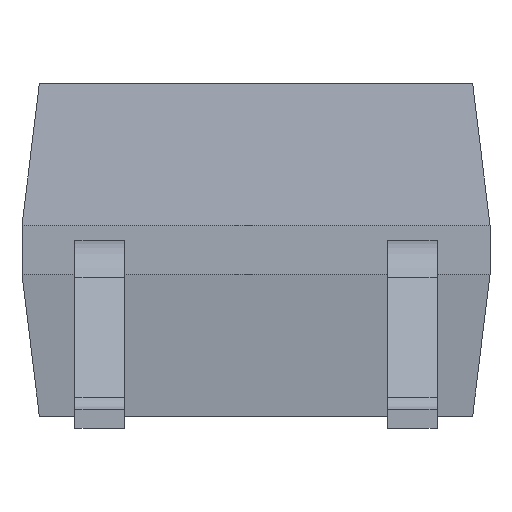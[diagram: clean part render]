
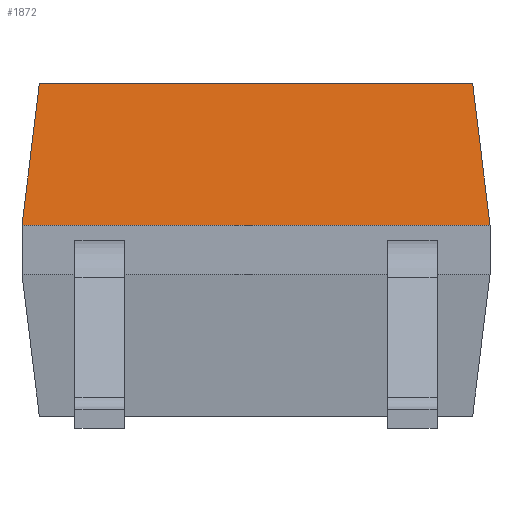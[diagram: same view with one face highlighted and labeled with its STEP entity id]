
A CAD part, left-side view. The second image highlights one B-rep face of the part: STEP entity #1872.
In plain terms, the highlighted planar face has unit normal (-0.993, 0, 0.122).
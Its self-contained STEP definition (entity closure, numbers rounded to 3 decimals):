
#1592=CARTESIAN_POINT('',(-2.2,1.9,1.65));
#1593=VERTEX_POINT('',#1592);
#1594=CARTESIAN_POINT('',(-2.059,1.759,2.8));
#1595=VERTEX_POINT('',#1594);
#1596=CARTESIAN_POINT('',(-2.2,1.9,1.65));
#1597=DIRECTION('',(0.121,-0.121,0.985));
#1598=VECTOR('',#1597,1.167);
#1599=LINE('',#1596,#1598);
#1600=EDGE_CURVE('',#1593,#1595,#1599,.T.);
#1664=CARTESIAN_POINT('',(-2.059,-1.759,2.8));
#1665=VERTEX_POINT('',#1664);
#1666=CARTESIAN_POINT('',(-2.059,-1.759,2.8));
#1667=DIRECTION('',(0.0,1.0,0.0));
#1668=VECTOR('',#1667,3.518);
#1669=LINE('',#1666,#1668);
#1670=EDGE_CURVE('',#1665,#1595,#1669,.T.);
#1810=CARTESIAN_POINT('',(-2.2,-1.9,1.65));
#1811=VERTEX_POINT('',#1810);
#1812=CARTESIAN_POINT('',(-2.059,-1.759,2.8));
#1813=DIRECTION('',(-0.121,-0.121,-0.985));
#1814=VECTOR('',#1813,1.167);
#1815=LINE('',#1812,#1814);
#1816=EDGE_CURVE('',#1665,#1811,#1815,.T.);
#1856=CARTESIAN_POINT('',(-2.059,-1.9,2.8));
#1857=DIRECTION('',(-0.993,0.,0.122));
#1858=DIRECTION('',(0.122,0.0,0.993));
#1859=AXIS2_PLACEMENT_3D('',#1856,#1857,#1858);
#1860=PLANE('',#1859);
#1861=ORIENTED_EDGE('',*,*,#1600,.F.);
#1862=CARTESIAN_POINT('',(-2.2,-1.9,1.65));
#1863=DIRECTION('',(0.0,1.0,0.0));
#1864=VECTOR('',#1863,3.8);
#1865=LINE('',#1862,#1864);
#1866=EDGE_CURVE('',#1811,#1593,#1865,.T.);
#1867=ORIENTED_EDGE('',*,*,#1866,.F.);
#1868=ORIENTED_EDGE('',*,*,#1816,.F.);
#1869=ORIENTED_EDGE('',*,*,#1670,.T.);
#1870=EDGE_LOOP('',(#1861,#1867,#1868,#1869));
#1871=FACE_OUTER_BOUND('',#1870,.T.);
#1872=ADVANCED_FACE('',(#1871),#1860,.T.);
